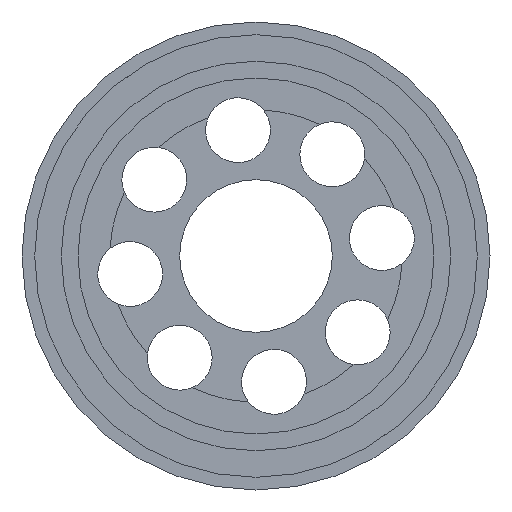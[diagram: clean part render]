
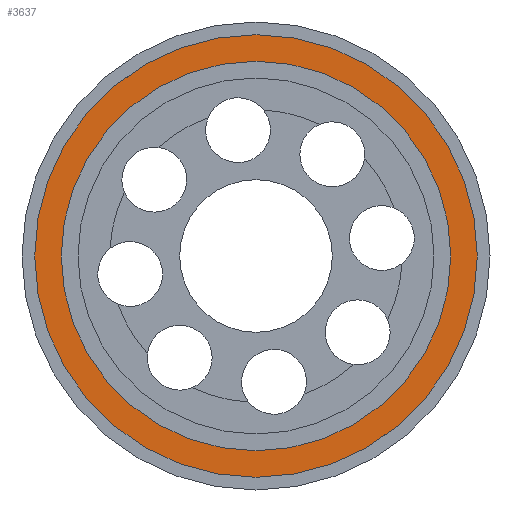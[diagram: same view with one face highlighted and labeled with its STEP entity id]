
A CAD part, front view. The second image highlights one B-rep face of the part: STEP entity #3637.
In plain terms, the highlighted planar face has unit normal (0, -1, 0).
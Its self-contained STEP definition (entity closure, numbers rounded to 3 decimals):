
#17=FACE_BOUND('',#239,.T.);
#25=PLANE('',#3875);
#43=FACE_OUTER_BOUND('',#238,.T.);
#238=EDGE_LOOP('',(#2296));
#239=EDGE_LOOP('',(#2297));
#857=CIRCLE('',#3874,7.659);
#858=CIRCLE('',#3876,8.703);
#1267=VERTEX_POINT('',#5918);
#1268=VERTEX_POINT('',#5922);
#1679=EDGE_CURVE('',#1267,#1267,#857,.T.);
#1680=EDGE_CURVE('',#1268,#1268,#858,.T.);
#2296=ORIENTED_EDGE('',*,*,#1680,.F.);
#2297=ORIENTED_EDGE('',*,*,#1679,.F.);
#3637=ADVANCED_FACE('',(#43,#17),#25,.T.);
#3874=AXIS2_PLACEMENT_3D('',#5920,#4531,#4532);
#3875=AXIS2_PLACEMENT_3D('',#5921,#4533,#4534);
#3876=AXIS2_PLACEMENT_3D('',#5923,#4535,#4536);
#4531=DIRECTION('center_axis',(0.,-1.,0.));
#4532=DIRECTION('ref_axis',(1.,0.,0.));
#4533=DIRECTION('center_axis',(0.,-1.,0.));
#4534=DIRECTION('ref_axis',(1.,0.,0.));
#4535=DIRECTION('center_axis',(0.,1.,0.));
#4536=DIRECTION('ref_axis',(1.,0.,0.));
#5918=CARTESIAN_POINT('',(-7.659,1.,0.));
#5920=CARTESIAN_POINT('Origin',(0.,1.,0.));
#5921=CARTESIAN_POINT('Origin',(0.,1.,0.));
#5922=CARTESIAN_POINT('',(-8.703,1.,0.));
#5923=CARTESIAN_POINT('Origin',(0.,1.,0.));
